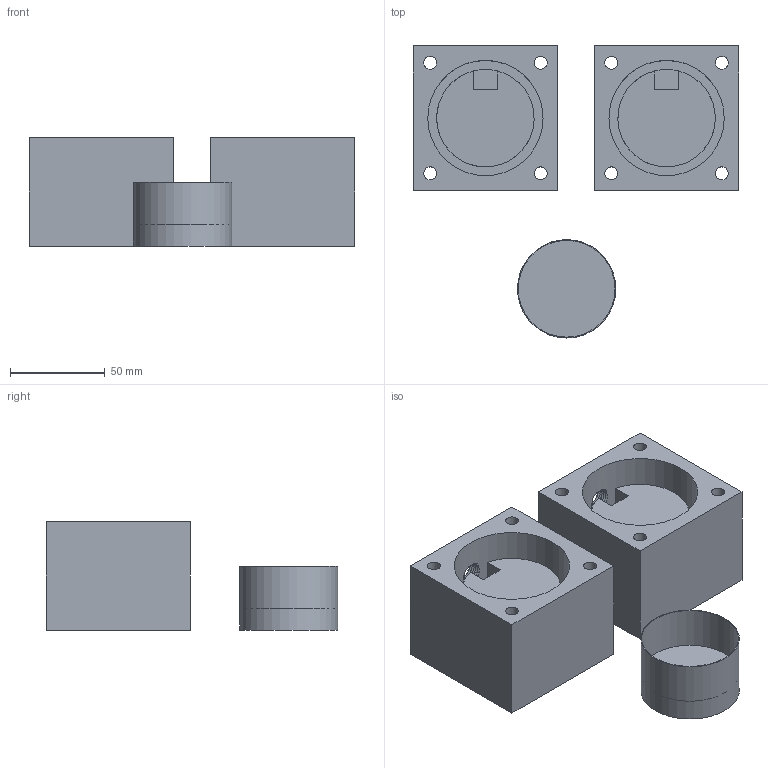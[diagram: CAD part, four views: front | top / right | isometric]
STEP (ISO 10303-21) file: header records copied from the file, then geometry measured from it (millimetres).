
FILE_DESCRIPTION(/* description */ ('STEP AP242','CAx-IF Rec.Pracs.---Representation and Presentation of Product Manufacturing Information (PMI)---4.0---2014-10-13','CAx-IF Rec.Pracs.---3D Tessellated Geometry---0.4---2014-09-14','2;1'),/* implementation_level */ '2;1');
FILE_NAME(/* name */ '61fd4b4442418c6630bf6b3d',/* time_stamp */ '2022-02-04T15:50:28+00:00',/* author */ (''),/* organization */ (''),/* preprocessor_version */ 'ST-DEVELOPER v18.101',/* originating_system */ ' ',/* authorisation */ ' ');
FILE_SCHEMA (('AP242_MANAGED_MODEL_BASED_3D_ENGINEERING_MIM_LF { 1 0 10303 442 1 1 4 }'));
Length unit declared in the file: metre
Products named in the file (3): piston_cup for  2" PVC; cap for  2" PVC
Bounding box: 171.96 x 154.27 x 57.15 mm (x, y, z)
Volume: 557474.2 mm3; surface area: 100068.6 mm2
Topology: 3 solids, 3 shells, 55 faces, 279 edges, 235 vertices
Faces by surface type: plane 27, cylinder 14, bspline 10, cone 4
Full cylindrical faces by diameter (mm): 6.909 x8, 51.156 x1, 51.486 x2, 51.994 x1, 60.96 x2
Entity records: 11075 total; most frequent: CARTESIAN_POINT 9092, ORIENTED_EDGE 524, EDGE_CURVE 262, VERTEX_POINT 232, DIRECTION 204, B_SPLINE_CURVE_WITH_KNOTS 186, EDGE_LOOP 94, FACE_BOUND 94
